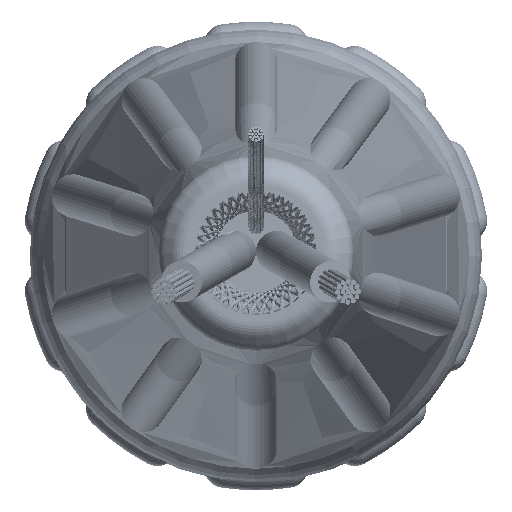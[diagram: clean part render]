
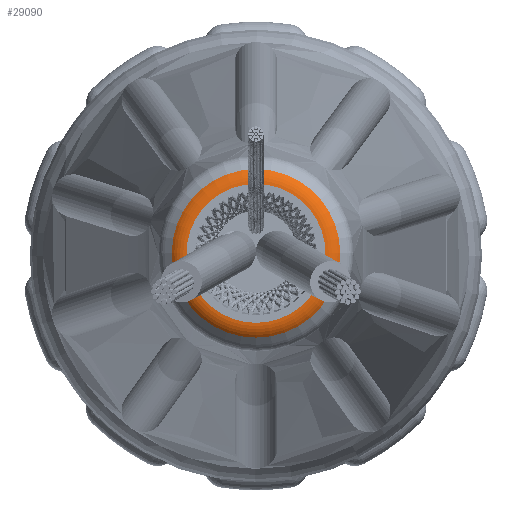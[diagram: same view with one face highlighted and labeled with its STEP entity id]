
A CAD part, top view. The second image highlights one B-rep face of the part: STEP entity #29090.
In plain terms, the highlighted toroidal (fillet/blend) face has major radius 2.711 mm and minor radius 0.813 mm.
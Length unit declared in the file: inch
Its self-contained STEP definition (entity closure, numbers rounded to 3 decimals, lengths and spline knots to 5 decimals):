
#7002=FACE_OUTER_BOUND('',#8564,.T.);
#8564=EDGE_LOOP('',(#20938,#20939,#20940,#20941,#20942));
#10067=CIRCLE('',#30979,0.12937);
#10068=CIRCLE('',#30980,0.12937);
#10070=CIRCLE('',#30984,0.032);
#10071=CIRCLE('',#30985,0.10675);
#12357=VERTEX_POINT('',#48846);
#12358=VERTEX_POINT('',#48847);
#12360=VERTEX_POINT('',#48856);
#15570=EDGE_CURVE('',#12357,#12358,#10067,.T.);
#15572=EDGE_CURVE('',#12358,#12357,#10068,.T.);
#15575=EDGE_CURVE('',#12358,#12360,#10070,.T.);
#15576=EDGE_CURVE('',#12360,#12360,#10071,.T.);
#20938=ORIENTED_EDGE('',*,*,#15570,.T.);
#20939=ORIENTED_EDGE('',*,*,#15575,.T.);
#20940=ORIENTED_EDGE('',*,*,#15576,.T.);
#20941=ORIENTED_EDGE('',*,*,#15575,.F.);
#20942=ORIENTED_EDGE('',*,*,#15572,.T.);
#28649=TOROIDAL_SURFACE('',#30983,0.10675,0.032);
#29090=ADVANCED_FACE('',(#7002),#28649,.T.);
#30979=AXIS2_PLACEMENT_3D('',#48848,#35014,#35015);
#30980=AXIS2_PLACEMENT_3D('',#48850,#35017,#35018);
#30983=AXIS2_PLACEMENT_3D('',#48855,#35024,#35025);
#30984=AXIS2_PLACEMENT_3D('',#48857,#35026,#35027);
#30985=AXIS2_PLACEMENT_3D('',#48858,#35028,#35029);
#35014=DIRECTION('center_axis',(0.,0.,-1.));
#35015=DIRECTION('ref_axis',(0.,-1.,0.));
#35017=DIRECTION('center_axis',(0.,0.,-1.));
#35018=DIRECTION('ref_axis',(0.,-1.,0.));
#35024=DIRECTION('center_axis',(0.,0.,1.));
#35025=DIRECTION('ref_axis',(1.,0.,0.));
#35026=DIRECTION('center_axis',(0.,-1.,0.));
#35027=DIRECTION('ref_axis',(-1.,0.,0.));
#35028=DIRECTION('center_axis',(0.,0.,1.));
#35029=DIRECTION('ref_axis',(0.,-1.,0.));
#48846=CARTESIAN_POINT('',(0.,0.12937,-2.89063));
#48847=CARTESIAN_POINT('',(-0.12937,0.,-2.89063));
#48848=CARTESIAN_POINT('Origin',(0.,0.,-2.89063));
#48850=CARTESIAN_POINT('Origin',(0.,0.,-2.89063));
#48855=CARTESIAN_POINT('Origin',(0.,0.,-2.868));
#48856=CARTESIAN_POINT('',(-0.10675,0.,-2.9));
#48857=CARTESIAN_POINT('Origin',(-0.10675,0.,
-2.868));
#48858=CARTESIAN_POINT('Origin',(0.,0.,-2.9));
